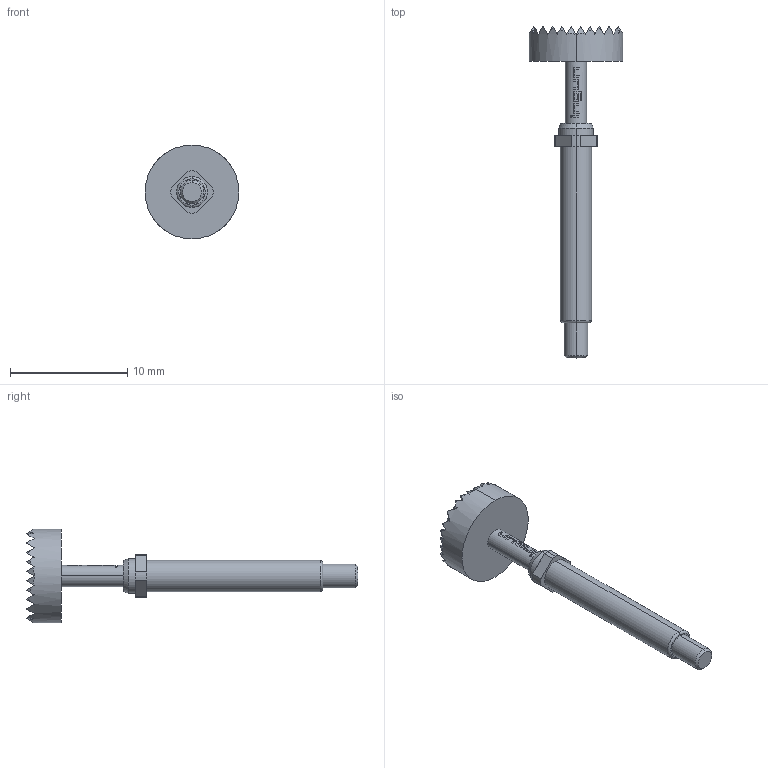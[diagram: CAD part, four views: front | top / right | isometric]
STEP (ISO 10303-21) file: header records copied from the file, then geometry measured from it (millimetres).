
FILE_DESCRIPTION (( 'STEP AP203' ), '1' );
FILE_NAME ('INGUN_GKS-113_306_800_A_xx02_M.STEP', '2022-01-24T08:07:49', ( 'ochi' ), ( '' ), 'SwSTEP 2.0', 'SolidWorks 2018', '' );
FILE_SCHEMA (( 'CONFIG_CONTROL_DESIGN' ));
Length unit declared in the file: millimetre
Products named in the file (1): INGUN_GKS-113_306_800_A_xx02_M
Bounding box: 8 x 28.3 x 8 mm (x, y, z)
Volume: 248.3 mm3; surface area: 417.2 mm2
Topology: 1 solids, 1 shells, 435 faces, 801 edges, 379 vertices
Faces by surface type: plane 354, bspline 54, cylinder 21, cone 4, torus 2
Entity records: 11060 total; most frequent: CARTESIAN_POINT 3414, ORIENTED_EDGE 1602, DIRECTION 1351, EDGE_CURVE 801, LINE 515, VECTOR 515, EDGE_LOOP 446, ADVANCED_FACE 435
